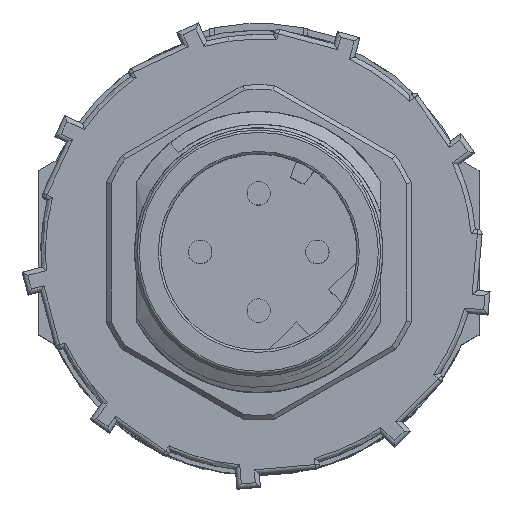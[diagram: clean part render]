
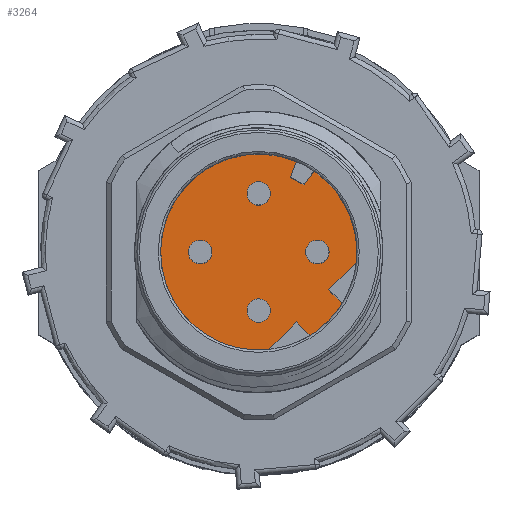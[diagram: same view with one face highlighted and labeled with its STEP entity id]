
A CAD part, top view. The second image highlights one B-rep face of the part: STEP entity #3264.
In plain terms, the highlighted planar face has unit normal (0, 0, 1).
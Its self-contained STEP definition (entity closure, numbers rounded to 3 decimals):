
#158 = DIRECTION ( 'NONE',  ( -1., 0., 0. ) ) ;
#171 = VECTOR ( 'NONE', #22675, 1000. ) ;
#196 = DIRECTION ( 'NONE',  ( 0., 0., -1. ) ) ;
#205 = CARTESIAN_POINT ( 'NONE',  ( 0., 0., -8.8 ) ) ;
#476 = VERTEX_POINT ( 'NONE', #6301 ) ;
#1205 = EDGE_LOOP ( 'NONE', ( #3486 ) ) ;
#1549 = DIRECTION ( 'NONE',  ( -1., 0., 0. ) ) ;
#1575 = AXIS2_PLACEMENT_3D ( 'NONE', #11873, #11845, #11755 ) ;
#2617 = CARTESIAN_POINT ( 'NONE',  ( 0., -2.5, -8.8 ) ) ;
#2696 = AXIS2_PLACEMENT_3D ( 'NONE', #28718, #28628, #28602 ) ;
#2813 = DIRECTION ( 'NONE',  ( 0., 0., -1. ) ) ;
#3146 = AXIS2_PLACEMENT_3D ( 'NONE', #26281, #2813, #33357 ) ;
#3264 = ADVANCED_FACE ( 'NONE', ( #17148, #17120, #17079, #17050, #12879 ), #25752, .F. ) ;
#3486 = ORIENTED_EDGE ( 'NONE', *, *, #28317, .F. ) ;
#3840 = ORIENTED_EDGE ( 'NONE', *, *, #7422, .F. ) ;
#3841 = DIRECTION ( 'NONE',  ( -0.355, -0.935, 0. ) ) ;
#5275 = CARTESIAN_POINT ( 'NONE',  ( 2.19, -3.569, -8.8 ) ) ;
#5328 = CARTESIAN_POINT ( 'NONE',  ( 1.58, 3.772, -8.8 ) ) ;
#5463 = VECTOR ( 'NONE', #32358, 1000. ) ;
#5763 = CARTESIAN_POINT ( 'NONE',  ( 3.569, -2.19, -8.8 ) ) ;
#5952 = VECTOR ( 'NONE', #22839, 1000. ) ;
#5964 = ORIENTED_EDGE ( 'NONE', *, *, #23037, .F. ) ;
#6301 = CARTESIAN_POINT ( 'NONE',  ( 1.609, -2.988, -8.8 ) ) ;
#6425 = CIRCLE ( 'NONE', #27683, 0.5 ) ;
#6449 = LINE ( 'NONE', #34128, #5463 ) ;
#6459 = VERTEX_POINT ( 'NONE', #19869 ) ;
#6462 = VERTEX_POINT ( 'NONE', #21780 ) ;
#6805 = EDGE_LOOP ( 'NONE', ( #34349 ) ) ;
#6947 = LINE ( 'NONE', #5275, #9385 ) ;
#7023 = EDGE_CURVE ( 'NONE', #9403, #26243, #8570, .T. ) ;
#7238 = VECTOR ( 'NONE', #8723, 1000. ) ;
#7422 = EDGE_CURVE ( 'NONE', #16733, #21772, #6449, .T. ) ;
#8570 = CIRCLE ( 'NONE', #3146, 4.188 ) ;
#8717 = CARTESIAN_POINT ( 'NONE',  ( 4.165, -0.431, -8.8 ) ) ;
#8723 = DIRECTION ( 'NONE',  ( -0.707, -0.707, 0. ) ) ;
#9385 = VECTOR ( 'NONE', #25373, 1000. ) ;
#9403 = VERTEX_POINT ( 'NONE', #29307 ) ;
#9730 = CARTESIAN_POINT ( 'NONE',  ( 2.988, -1.609, -8.8 ) ) ;
#9908 = ORIENTED_EDGE ( 'NONE', *, *, #33879, .F. ) ;
#9947 = DIRECTION ( 'NONE',  ( -1., 0., 0. ) ) ;
#9951 = DIRECTION ( 'NONE',  ( 0., 0., 1. ) ) ;
#9990 = CARTESIAN_POINT ( 'NONE',  ( -2.5, 0., -8.8 ) ) ;
#10657 = ORIENTED_EDGE ( 'NONE', *, *, #32040, .F. ) ;
#11011 = LINE ( 'NONE', #8717, #7238 ) ;
#11040 = CARTESIAN_POINT ( 'NONE',  ( 4.165, -0.431, -8.8 ) ) ;
#11392 = DIRECTION ( 'NONE',  ( -1., 0., 0. ) ) ;
#11428 = DIRECTION ( 'NONE',  ( 0., 0., -1. ) ) ;
#11469 = CARTESIAN_POINT ( 'NONE',  ( 0., 0., -8.8 ) ) ;
#11755 = DIRECTION ( 'NONE',  ( -1., 0., 0. ) ) ;
#11845 = DIRECTION ( 'NONE',  ( 0., 0., 1. ) ) ;
#11873 = CARTESIAN_POINT ( 'NONE',  ( 2.5, 0., -8.8 ) ) ;
#11945 = CIRCLE ( 'NONE', #32332, 0.5 ) ;
#12879 = FACE_OUTER_BOUND ( 'NONE', #24708, .T. ) ;
#13010 = CIRCLE ( 'NONE', #1575, 0.5 ) ;
#14118 = CARTESIAN_POINT ( 'NONE',  ( -0.5, 2.5, -8.8 ) ) ;
#14953 = EDGE_CURVE ( 'NONE', #6462, #34766, #21882, .T. ) ;
#15848 = DIRECTION ( 'NONE',  ( 0.591, 0.806, 0. ) ) ;
#15980 = CARTESIAN_POINT ( 'NONE',  ( 1.986, 2.946, -8.8 ) ) ;
#16733 = VERTEX_POINT ( 'NONE', #18153 ) ;
#17050 = FACE_BOUND ( 'NONE', #6805, .T. ) ;
#17079 = FACE_BOUND ( 'NONE', #22440, .T. ) ;
#17120 = FACE_BOUND ( 'NONE', #1205, .T. ) ;
#17148 = FACE_BOUND ( 'NONE', #35009, .T. ) ;
#18024 = CARTESIAN_POINT ( 'NONE',  ( 2., 0., -8.8 ) ) ;
#18137 = CARTESIAN_POINT ( 'NONE',  ( -3., 0., -8.8 ) ) ;
#18153 = CARTESIAN_POINT ( 'NONE',  ( 1.358, 3.188, -8.8 ) ) ;
#18858 = ORIENTED_EDGE ( 'NONE', *, *, #14953, .F. ) ;
#19347 = ORIENTED_EDGE ( 'NONE', *, *, #21080, .F. ) ;
#19869 = CARTESIAN_POINT ( 'NONE',  ( -0.5, -2.5, -8.8 ) ) ;
#20916 = VERTEX_POINT ( 'NONE', #14118 ) ;
#21080 = EDGE_CURVE ( 'NONE', #27373, #476, #6947, .T. ) ;
#21347 = CIRCLE ( 'NONE', #2696, 0.5 ) ;
#21772 = VERTEX_POINT ( 'NONE', #25661 ) ;
#21780 = CARTESIAN_POINT ( 'NONE',  ( 0.431, -4.165, -8.8 ) ) ;
#21882 = CIRCLE ( 'NONE', #27160, 4.188 ) ;
#22440 = EDGE_LOOP ( 'NONE', ( #23972 ) ) ;
#22675 = DIRECTION ( 'NONE',  ( -0.707, -0.707, 0. ) ) ;
#22785 = CARTESIAN_POINT ( 'NONE',  ( 4.165, -0.431, -8.8 ) ) ;
#22797 = CARTESIAN_POINT ( 'NONE',  ( 2.988, -1.609, -8.8 ) ) ;
#22839 = DIRECTION ( 'NONE',  ( 0.707, -0.707, 0. ) ) ;
#23037 = EDGE_CURVE ( 'NONE', #21772, #9403, #33032, .T. ) ;
#23972 = ORIENTED_EDGE ( 'NONE', *, *, #30647, .F. ) ;
#24708 = EDGE_LOOP ( 'NONE', ( #3840, #10657, #18858, #33009, #19347, #27493, #27342, #9908, #29826, #5964 ) ) ;
#25035 = EDGE_CURVE ( 'NONE', #20916, #20916, #21347, .T. ) ;
#25373 = DIRECTION ( 'NONE',  ( -0.707, 0.707, 0. ) ) ;
#25515 = DIRECTION ( 'NONE',  ( 0., -1., 0. ) ) ;
#25550 = DIRECTION ( 'NONE',  ( 0., 0., -1. ) ) ;
#25591 = CARTESIAN_POINT ( 'NONE',  ( 0., 0., -8.8 ) ) ;
#25661 = CARTESIAN_POINT ( 'NONE',  ( 1.934, 2.876, -8.8 ) ) ;
#25752 = PLANE ( 'NONE',  #34196 ) ;
#25899 = VERTEX_POINT ( 'NONE', #18137 ) ;
#26243 = VERTEX_POINT ( 'NONE', #11040 ) ;
#26281 = CARTESIAN_POINT ( 'NONE',  ( 0., 0., -8.8 ) ) ;
#26540 = LINE ( 'NONE', #22797, #5952 ) ;
#27160 = AXIS2_PLACEMENT_3D ( 'NONE', #11469, #11428, #11392 ) ;
#27301 = VERTEX_POINT ( 'NONE', #9730 ) ;
#27342 = ORIENTED_EDGE ( 'NONE', *, *, #35124, .F. ) ;
#27373 = VERTEX_POINT ( 'NONE', #34470 ) ;
#27493 = ORIENTED_EDGE ( 'NONE', *, *, #34107, .F. ) ;
#27683 = AXIS2_PLACEMENT_3D ( 'NONE', #2617, #27717, #1549 ) ;
#27717 = DIRECTION ( 'NONE',  ( 0., 0., 1. ) ) ;
#27900 = AXIS2_PLACEMENT_3D ( 'NONE', #205, #196, #158 ) ;
#28317 = EDGE_CURVE ( 'NONE', #25899, #25899, #11945, .T. ) ;
#28505 = LINE ( 'NONE', #22785, #171 ) ;
#28554 = CIRCLE ( 'NONE', #27900, 4.188 ) ;
#28590 = VERTEX_POINT ( 'NONE', #5763 ) ;
#28602 = DIRECTION ( 'NONE',  ( -1., 0., 0. ) ) ;
#28628 = DIRECTION ( 'NONE',  ( 0., 0., 1. ) ) ;
#28718 = CARTESIAN_POINT ( 'NONE',  ( 0., 2.5, -8.8 ) ) ;
#29307 = CARTESIAN_POINT ( 'NONE',  ( 2.361, 3.458, -8.8 ) ) ;
#29604 = CARTESIAN_POINT ( 'NONE',  ( 1.614, 3.864, -8.8 ) ) ;
#29826 = ORIENTED_EDGE ( 'NONE', *, *, #7023, .F. ) ;
#30647 = EDGE_CURVE ( 'NONE', #34830, #34830, #13010, .T. ) ;
#30836 = VECTOR ( 'NONE', #3841, 1000. ) ;
#31149 = LINE ( 'NONE', #5328, #30836 ) ;
#31893 = VECTOR ( 'NONE', #15848, 1000. ) ;
#32040 = EDGE_CURVE ( 'NONE', #34766, #16733, #31149, .T. ) ;
#32332 = AXIS2_PLACEMENT_3D ( 'NONE', #9990, #9951, #9947 ) ;
#32358 = DIRECTION ( 'NONE',  ( 0.879, -0.477, 0. ) ) ;
#32515 = ORIENTED_EDGE ( 'NONE', *, *, #25035, .F. ) ;
#33009 = ORIENTED_EDGE ( 'NONE', *, *, #35137, .F. ) ;
#33032 = LINE ( 'NONE', #15980, #31893 ) ;
#33357 = DIRECTION ( 'NONE',  ( -1., 0., 0. ) ) ;
#33879 = EDGE_CURVE ( 'NONE', #26243, #27301, #11011, .T. ) ;
#34107 = EDGE_CURVE ( 'NONE', #28590, #27373, #28554, .T. ) ;
#34114 = EDGE_CURVE ( 'NONE', #6459, #6459, #6425, .T. ) ;
#34128 = CARTESIAN_POINT ( 'NONE',  ( 1.435, 3.147, -8.8 ) ) ;
#34196 = AXIS2_PLACEMENT_3D ( 'NONE', #25591, #25550, #25515 ) ;
#34349 = ORIENTED_EDGE ( 'NONE', *, *, #34114, .F. ) ;
#34470 = CARTESIAN_POINT ( 'NONE',  ( 2.19, -3.569, -8.8 ) ) ;
#34766 = VERTEX_POINT ( 'NONE', #29604 ) ;
#34830 = VERTEX_POINT ( 'NONE', #18024 ) ;
#35009 = EDGE_LOOP ( 'NONE', ( #32515 ) ) ;
#35124 = EDGE_CURVE ( 'NONE', #27301, #28590, #26540, .T. ) ;
#35137 = EDGE_CURVE ( 'NONE', #476, #6462, #28505, .T. ) ;
